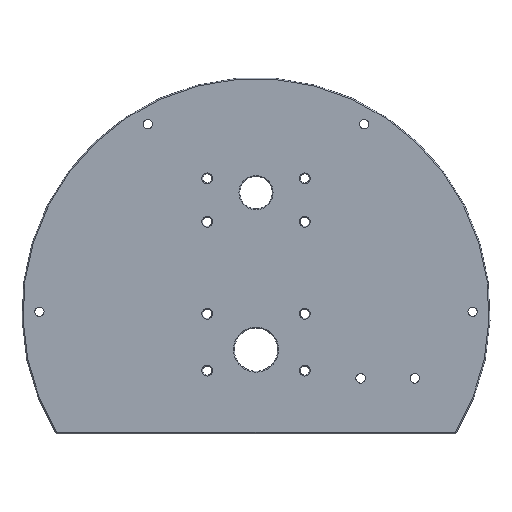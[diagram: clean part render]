
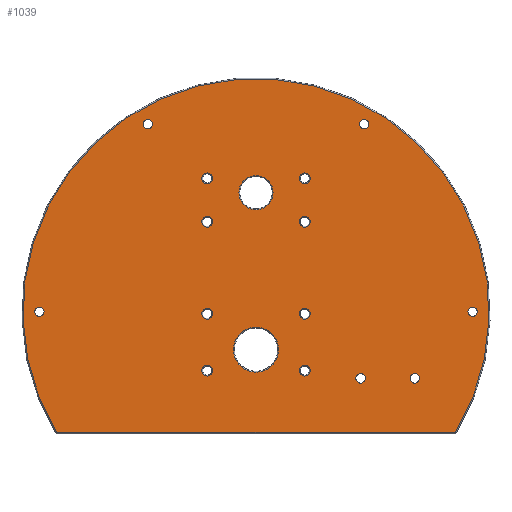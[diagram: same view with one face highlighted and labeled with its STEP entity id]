
A CAD part, top view. The second image highlights one B-rep face of the part: STEP entity #1039.
In plain terms, the highlighted planar face has unit normal (0, 0, 1).
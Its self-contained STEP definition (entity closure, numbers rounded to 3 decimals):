
#64=FACE_BOUND('',#237,.T.);
#65=FACE_BOUND('',#238,.T.);
#66=FACE_BOUND('',#239,.T.);
#67=FACE_BOUND('',#240,.T.);
#68=FACE_BOUND('',#241,.T.);
#69=FACE_BOUND('',#242,.T.);
#70=FACE_BOUND('',#243,.T.);
#71=FACE_BOUND('',#244,.T.);
#72=FACE_BOUND('',#245,.T.);
#73=FACE_BOUND('',#246,.T.);
#74=FACE_BOUND('',#247,.T.);
#75=FACE_BOUND('',#248,.T.);
#76=FACE_BOUND('',#249,.T.);
#77=FACE_BOUND('',#250,.T.);
#78=FACE_BOUND('',#251,.T.);
#79=FACE_BOUND('',#252,.T.);
#98=CIRCLE('',#1116,1.75);
#99=CIRCLE('',#1118,1.75);
#100=CIRCLE('',#1120,86.1);
#101=CIRCLE('',#1121,2.);
#102=CIRCLE('',#1122,6.3);
#103=CIRCLE('',#1123,2.);
#104=CIRCLE('',#1124,2.);
#105=CIRCLE('',#1125,2.);
#106=CIRCLE('',#1126,1.7);
#107=CIRCLE('',#1127,1.7);
#108=CIRCLE('',#1128,1.7);
#109=CIRCLE('',#1129,1.7);
#110=CIRCLE('',#1130,8.3);
#111=CIRCLE('',#1131,2.);
#112=CIRCLE('',#1132,2.);
#113=CIRCLE('',#1133,2.);
#114=CIRCLE('',#1134,2.);
#172=FACE_OUTER_BOUND('',#236,.T.);
#236=EDGE_LOOP('',(#782,#783));
#237=EDGE_LOOP('',(#784));
#238=EDGE_LOOP('',(#785));
#239=EDGE_LOOP('',(#786));
#240=EDGE_LOOP('',(#787));
#241=EDGE_LOOP('',(#788));
#242=EDGE_LOOP('',(#789));
#243=EDGE_LOOP('',(#790));
#244=EDGE_LOOP('',(#791));
#245=EDGE_LOOP('',(#792));
#246=EDGE_LOOP('',(#793));
#247=EDGE_LOOP('',(#794));
#248=EDGE_LOOP('',(#795));
#249=EDGE_LOOP('',(#796));
#250=EDGE_LOOP('',(#797));
#251=EDGE_LOOP('',(#798));
#252=EDGE_LOOP('',(#799));
#352=LINE('',#1640,#434);
#434=VECTOR('',#1305,10.);
#504=VERTEX_POINT('',#1629);
#505=VERTEX_POINT('',#1633);
#506=VERTEX_POINT('',#1637);
#507=VERTEX_POINT('',#1638);
#508=VERTEX_POINT('',#1641);
#509=VERTEX_POINT('',#1643);
#510=VERTEX_POINT('',#1645);
#511=VERTEX_POINT('',#1647);
#512=VERTEX_POINT('',#1649);
#513=VERTEX_POINT('',#1651);
#514=VERTEX_POINT('',#1653);
#515=VERTEX_POINT('',#1655);
#516=VERTEX_POINT('',#1657);
#517=VERTEX_POINT('',#1659);
#518=VERTEX_POINT('',#1661);
#519=VERTEX_POINT('',#1663);
#520=VERTEX_POINT('',#1665);
#521=VERTEX_POINT('',#1667);
#604=EDGE_CURVE('',#504,#504,#98,.T.);
#606=EDGE_CURVE('',#505,#505,#99,.T.);
#608=EDGE_CURVE('',#506,#507,#100,.T.);
#609=EDGE_CURVE('',#507,#506,#352,.T.);
#610=EDGE_CURVE('',#508,#508,#101,.T.);
#611=EDGE_CURVE('',#509,#509,#102,.T.);
#612=EDGE_CURVE('',#510,#510,#103,.T.);
#613=EDGE_CURVE('',#511,#511,#104,.T.);
#614=EDGE_CURVE('',#512,#512,#105,.T.);
#615=EDGE_CURVE('',#513,#513,#106,.T.);
#616=EDGE_CURVE('',#514,#514,#107,.T.);
#617=EDGE_CURVE('',#515,#515,#108,.T.);
#618=EDGE_CURVE('',#516,#516,#109,.T.);
#619=EDGE_CURVE('',#517,#517,#110,.T.);
#620=EDGE_CURVE('',#518,#518,#111,.T.);
#621=EDGE_CURVE('',#519,#519,#112,.T.);
#622=EDGE_CURVE('',#520,#520,#113,.T.);
#623=EDGE_CURVE('',#521,#521,#114,.T.);
#782=ORIENTED_EDGE('',*,*,#608,.F.);
#783=ORIENTED_EDGE('',*,*,#609,.F.);
#784=ORIENTED_EDGE('',*,*,#604,.T.);
#785=ORIENTED_EDGE('',*,*,#606,.T.);
#786=ORIENTED_EDGE('',*,*,#610,.F.);
#787=ORIENTED_EDGE('',*,*,#611,.F.);
#788=ORIENTED_EDGE('',*,*,#612,.F.);
#789=ORIENTED_EDGE('',*,*,#613,.F.);
#790=ORIENTED_EDGE('',*,*,#614,.F.);
#791=ORIENTED_EDGE('',*,*,#615,.T.);
#792=ORIENTED_EDGE('',*,*,#616,.T.);
#793=ORIENTED_EDGE('',*,*,#617,.T.);
#794=ORIENTED_EDGE('',*,*,#618,.T.);
#795=ORIENTED_EDGE('',*,*,#619,.F.);
#796=ORIENTED_EDGE('',*,*,#620,.F.);
#797=ORIENTED_EDGE('',*,*,#621,.F.);
#798=ORIENTED_EDGE('',*,*,#622,.F.);
#799=ORIENTED_EDGE('',*,*,#623,.F.);
#1018=PLANE('',#1119);
#1039=ADVANCED_FACE('',(#172,#64,#65,#66,#67,#68,#69,#70,#71,#72,#73,#74,
#75,#76,#77,#78,#79),#1018,.T.);
#1116=AXIS2_PLACEMENT_3D('',#1630,#1293,#1294);
#1118=AXIS2_PLACEMENT_3D('',#1634,#1298,#1299);
#1119=AXIS2_PLACEMENT_3D('',#1636,#1301,#1302);
#1120=AXIS2_PLACEMENT_3D('',#1639,#1303,#1304);
#1121=AXIS2_PLACEMENT_3D('',#1642,#1306,#1307);
#1122=AXIS2_PLACEMENT_3D('',#1644,#1308,#1309);
#1123=AXIS2_PLACEMENT_3D('',#1646,#1310,#1311);
#1124=AXIS2_PLACEMENT_3D('',#1648,#1312,#1313);
#1125=AXIS2_PLACEMENT_3D('',#1650,#1314,#1315);
#1126=AXIS2_PLACEMENT_3D('',#1652,#1316,#1317);
#1127=AXIS2_PLACEMENT_3D('',#1654,#1318,#1319);
#1128=AXIS2_PLACEMENT_3D('',#1656,#1320,#1321);
#1129=AXIS2_PLACEMENT_3D('',#1658,#1322,#1323);
#1130=AXIS2_PLACEMENT_3D('',#1660,#1324,#1325);
#1131=AXIS2_PLACEMENT_3D('',#1662,#1326,#1327);
#1132=AXIS2_PLACEMENT_3D('',#1664,#1328,#1329);
#1133=AXIS2_PLACEMENT_3D('',#1666,#1330,#1331);
#1134=AXIS2_PLACEMENT_3D('',#1668,#1332,#1333);
#1293=DIRECTION('center_axis',(0.,0.,-1.));
#1294=DIRECTION('ref_axis',(-1.,0.,0.));
#1298=DIRECTION('center_axis',(0.,0.,-1.));
#1299=DIRECTION('ref_axis',(-1.,0.,0.));
#1301=DIRECTION('center_axis',(0.,0.,1.));
#1302=DIRECTION('ref_axis',(-1.,0.,0.));
#1303=DIRECTION('center_axis',(0.,0.,-1.));
#1304=DIRECTION('ref_axis',(-1.,0.,0.));
#1305=DIRECTION('',(-1.,0.,0.));
#1306=DIRECTION('center_axis',(0.,0.,1.));
#1307=DIRECTION('ref_axis',(-1.,0.,0.));
#1308=DIRECTION('center_axis',(0.,0.,1.));
#1309=DIRECTION('ref_axis',(-1.,0.,0.));
#1310=DIRECTION('center_axis',(0.,0.,1.));
#1311=DIRECTION('ref_axis',(-1.,0.,0.));
#1312=DIRECTION('center_axis',(0.,0.,1.));
#1313=DIRECTION('ref_axis',(-1.,0.,0.));
#1314=DIRECTION('center_axis',(0.,0.,1.));
#1315=DIRECTION('ref_axis',(-1.,0.,0.));
#1316=DIRECTION('center_axis',(0.,0.,-1.));
#1317=DIRECTION('ref_axis',(-1.,0.,0.));
#1318=DIRECTION('center_axis',(0.,0.,-1.));
#1319=DIRECTION('ref_axis',(-1.,0.,0.));
#1320=DIRECTION('center_axis',(0.,0.,-1.));
#1321=DIRECTION('ref_axis',(-1.,0.,0.));
#1322=DIRECTION('center_axis',(0.,0.,-1.));
#1323=DIRECTION('ref_axis',(-1.,0.,0.));
#1324=DIRECTION('center_axis',(0.,0.,1.));
#1325=DIRECTION('ref_axis',(-1.,0.,0.));
#1326=DIRECTION('center_axis',(0.,0.,1.));
#1327=DIRECTION('ref_axis',(-1.,0.,0.));
#1328=DIRECTION('center_axis',(0.,0.,1.));
#1329=DIRECTION('ref_axis',(-1.,0.,0.));
#1330=DIRECTION('center_axis',(0.,0.,1.));
#1331=DIRECTION('ref_axis',(-1.,0.,0.));
#1332=DIRECTION('center_axis',(0.,0.,1.));
#1333=DIRECTION('ref_axis',(-1.,0.,0.));
#1629=CARTESIAN_POINT('',(40.398,-24.6,74.5));
#1630=CARTESIAN_POINT('Origin',(38.648,-24.6,74.5));
#1633=CARTESIAN_POINT('',(60.398,-24.6,74.5));
#1634=CARTESIAN_POINT('Origin',(58.648,-24.6,74.5));
#1636=CARTESIAN_POINT('Origin',(0.,20.75,74.5));
#1637=CARTESIAN_POINT('',(-73.648,-44.6,74.5));
#1638=CARTESIAN_POINT('',(73.648,-44.6,74.5));
#1639=CARTESIAN_POINT('Origin',(0.,0.,74.5));
#1640=CARTESIAN_POINT('',(-36.937,-44.6,74.5));
#1641=CARTESIAN_POINT('',(20.,49.25,74.5));
#1642=CARTESIAN_POINT('Origin',(18.,49.25,74.5));
#1643=CARTESIAN_POINT('',(6.3,44.,74.5));
#1644=CARTESIAN_POINT('Origin',(0.,44.,74.5));
#1645=CARTESIAN_POINT('',(20.,-0.75,74.5));
#1646=CARTESIAN_POINT('Origin',(18.,-0.75,74.5));
#1647=CARTESIAN_POINT('',(-16.,-21.75,74.5));
#1648=CARTESIAN_POINT('Origin',(-18.,-21.75,74.5));
#1649=CARTESIAN_POINT('',(20.,-21.75,74.5));
#1650=CARTESIAN_POINT('Origin',(18.,-21.75,74.5));
#1651=CARTESIAN_POINT('',(81.7,0.,74.5));
#1652=CARTESIAN_POINT('Origin',(80.,0.,74.5));
#1653=CARTESIAN_POINT('',(41.7,69.282,74.5));
#1654=CARTESIAN_POINT('Origin',(40.,69.282,74.5));
#1655=CARTESIAN_POINT('',(-38.3,69.282,74.5));
#1656=CARTESIAN_POINT('Origin',(-40.,69.282,74.5));
#1657=CARTESIAN_POINT('',(-78.3,0.,74.5));
#1658=CARTESIAN_POINT('Origin',(-80.,0.,74.5));
#1659=CARTESIAN_POINT('',(8.3,-14.,74.5));
#1660=CARTESIAN_POINT('Origin',(0.,-14.,74.5));
#1661=CARTESIAN_POINT('',(-16.,-0.75,74.5));
#1662=CARTESIAN_POINT('Origin',(-18.,-0.75,74.5));
#1663=CARTESIAN_POINT('',(20.,33.25,74.5));
#1664=CARTESIAN_POINT('Origin',(18.,33.25,74.5));
#1665=CARTESIAN_POINT('',(-16.,33.25,74.5));
#1666=CARTESIAN_POINT('Origin',(-18.,33.25,74.5));
#1667=CARTESIAN_POINT('',(-16.,49.25,74.5));
#1668=CARTESIAN_POINT('Origin',(-18.,49.25,74.5));
